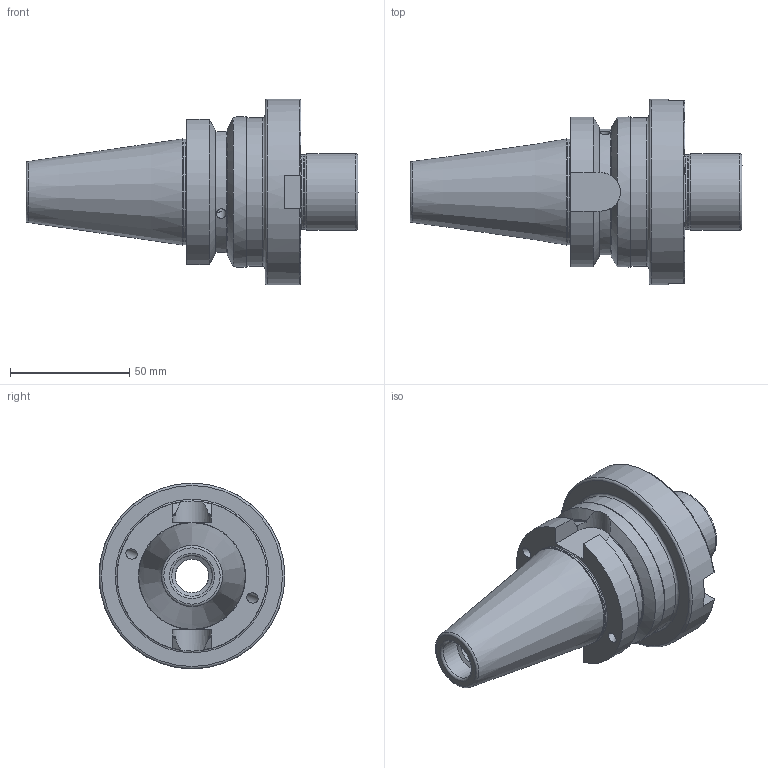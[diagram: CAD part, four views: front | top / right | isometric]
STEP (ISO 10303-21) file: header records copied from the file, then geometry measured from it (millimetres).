
FILE_DESCRIPTION((''),'2;1');
FILE_NAME('7540051-04.stp','2018-07-23T11:53:16',('SCHUESSLER'),(''),'Autodesk Inventor 2012','Autodesk Inventor 2012','');
FILE_SCHEMA(('AUTOMOTIVE_DESIGN { 1 0 10303 214 1 1 1 1 }'));
Length unit declared in the file: millimetre
Products named in the file (1): 7540051-04
Bounding box: 139.4 x 78 x 78 mm (x, y, z)
Volume: 219247.7 mm3; surface area: 38894 mm2
Topology: 1 solids, 1 shells, 89 faces, 252 edges, 161 vertices
Faces by surface type: cylinder 29, plane 24, cone 20, torus 16
Full cylindrical faces by diameter (mm): 4 x4, 4.134 x2, 4.2 x4, 14 x1, 17 x2, 31.4 x1, 32 x1, 44.25 x1, 62.5 x1, 63 x1, 78 x1
Entity records: 2822 total; most frequent: CARTESIAN_POINT 830, DIRECTION 408, ORIENTED_EDGE 368, EDGE_CURVE 184, AXIS2_PLACEMENT_3D 178, EDGE_LOOP 140, VERTEX_POINT 138, FACE_OUTER_BOUND 89
